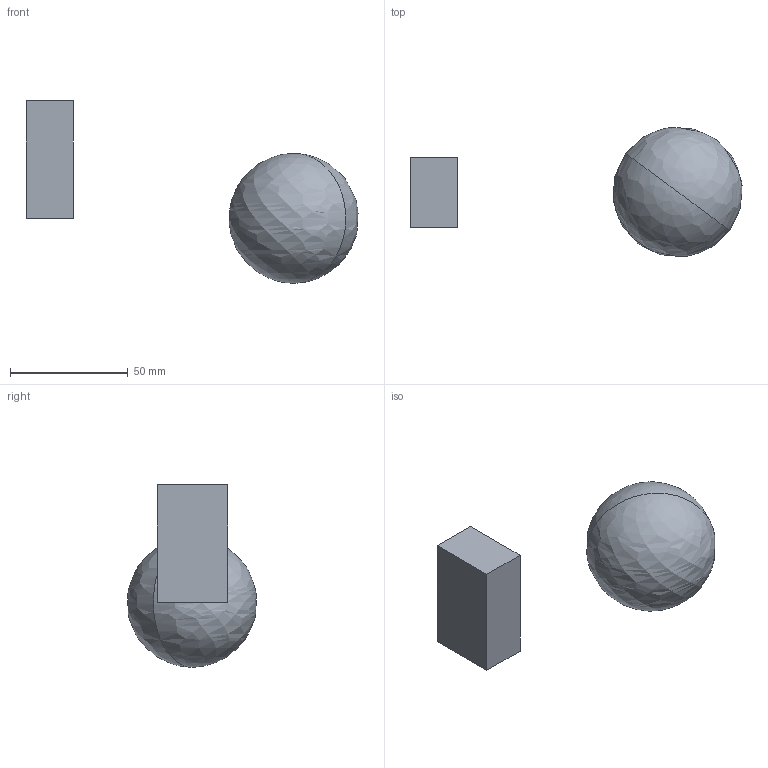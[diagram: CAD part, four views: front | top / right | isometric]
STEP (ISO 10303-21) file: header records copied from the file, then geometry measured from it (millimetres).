
FILE_DESCRIPTION(/* description */ (''),/* implementation_level */ '2;1');
FILE_NAME(/* name */ 'FAKEAS~1',/* time_stamp */ '2016-10-26T11:33:00-07:00',/* author */ (''),/* organization */ (''),/* preprocessor_version */ 'ST-DEVELOPER v15',/* originating_system */ '',/* authorisation */ '');
FILE_SCHEMA (('AUTOMOTIVE_DESIGN_CC2'));
Length unit declared in the file: millimetre
Products named in the file (3): Document; Block 02; Block 01
Assembly tree (2 placements, depth 2):
  Document
    Block 02
    Block 01
Bounding box: 141.26 x 54.78 x 77.59 mm (x, y, z)
Volume: 117942.8 mm3; surface area: 15777.2 mm2
Topology: 2 solids, 2 shells, 8 faces, 18 edges, 10 vertices
Faces by surface type: plane 6, bspline 2
Entity records: 294 total; most frequent: CARTESIAN_POINT 107, ORIENTED_EDGE 28, DIRECTION 20, EDGE_CURVE 14, AXIS2_PLACEMENT_3D 13, B_SPLINE_CURVE_WITH_KNOTS 12, VERTEX_POINT 10, ADVANCED_FACE 8
